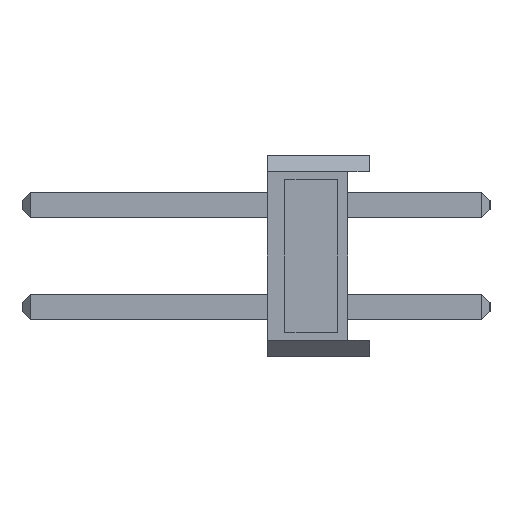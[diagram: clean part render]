
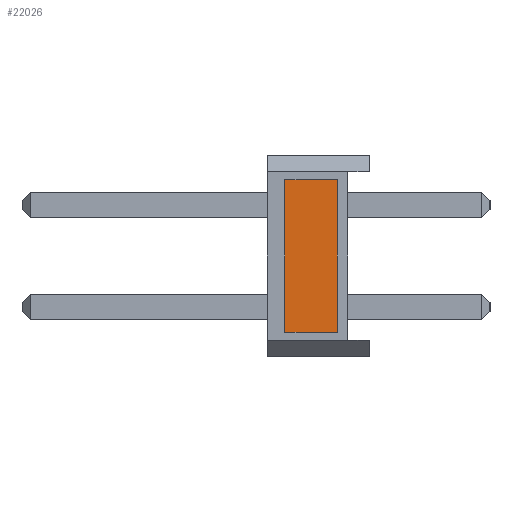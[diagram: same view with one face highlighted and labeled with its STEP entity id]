
A CAD part, left-side view. The second image highlights one B-rep face of the part: STEP entity #22026.
In plain terms, the highlighted planar face has unit normal (-1, 0, 0).
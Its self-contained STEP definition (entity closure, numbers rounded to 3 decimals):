
#201 = ORIENTED_EDGE ( 'NONE', *, *, #6036, .T. ) ;
#1531 = LINE ( 'NONE', #13839, #8236 ) ;
#1668 = CARTESIAN_POINT ( 'NONE',  ( -1.27, 0.8, 1.9 ) ) ;
#2571 = LINE ( 'NONE', #11539, #3253 ) ;
#2865 = EDGE_CURVE ( 'NONE', #17285, #25682, #1531, .T. ) ;
#3253 = VECTOR ( 'NONE', #3390, 1000. ) ;
#3390 = DIRECTION ( 'NONE',  ( 0., 0., 1. ) ) ;
#3915 = VERTEX_POINT ( 'NONE', #14408 ) ;
#5232 = CARTESIAN_POINT ( 'NONE',  ( -1.27, 0.8, 0. ) ) ;
#5959 = PLANE ( 'NONE',  #8110 ) ;
#6036 = EDGE_CURVE ( 'NONE', #25682, #21366, #14890, .T. ) ;
#6134 = DIRECTION ( 'NONE',  ( 1., 0., 0. ) ) ;
#8110 = AXIS2_PLACEMENT_3D ( 'NONE', #25288, #6134, #23318 ) ;
#8236 = VECTOR ( 'NONE', #9803, 1000. ) ;
#9166 = VECTOR ( 'NONE', #16227, 1000. ) ;
#9803 = DIRECTION ( 'NONE',  ( 0., -1., 0. ) ) ;
#10696 = VECTOR ( 'NONE', #23603, 1000. ) ;
#10757 = CARTESIAN_POINT ( 'NONE',  ( -1.27, 2.1, -1.9 ) ) ;
#10820 = ORIENTED_EDGE ( 'NONE', *, *, #17804, .F. ) ;
#11539 = CARTESIAN_POINT ( 'NONE',  ( -1.27, 2.1, 0. ) ) ;
#13839 = CARTESIAN_POINT ( 'NONE',  ( -1.27, 2.1, -1.9 ) ) ;
#14408 = CARTESIAN_POINT ( 'NONE',  ( -1.27, 2.1, 1.9 ) ) ;
#14431 = CARTESIAN_POINT ( 'NONE',  ( -1.27, 0.8, -1.9 ) ) ;
#14890 = LINE ( 'NONE', #5232, #9166 ) ;
#15276 = EDGE_CURVE ( 'NONE', #17285, #3915, #2571, .T. ) ;
#16227 = DIRECTION ( 'NONE',  ( 0., 0., 1. ) ) ;
#17068 = EDGE_LOOP ( 'NONE', ( #201, #10820, #27480, #22075 ) ) ;
#17285 = VERTEX_POINT ( 'NONE', #10757 ) ;
#17804 = EDGE_CURVE ( 'NONE', #3915, #21366, #18088, .T. ) ;
#18088 = LINE ( 'NONE', #25841, #10696 ) ;
#21366 = VERTEX_POINT ( 'NONE', #1668 ) ;
#22026 = ADVANCED_FACE ( 'NONE', ( #24459 ), #5959, .F. ) ;
#22075 = ORIENTED_EDGE ( 'NONE', *, *, #2865, .T. ) ;
#23318 = DIRECTION ( 'NONE',  ( 0., 0., -1. ) ) ;
#23603 = DIRECTION ( 'NONE',  ( 0., -1., 0. ) ) ;
#24459 = FACE_OUTER_BOUND ( 'NONE', #17068, .T. ) ;
#25288 = CARTESIAN_POINT ( 'NONE',  ( -1.27, 2.1, 0. ) ) ;
#25682 = VERTEX_POINT ( 'NONE', #14431 ) ;
#25841 = CARTESIAN_POINT ( 'NONE',  ( -1.27, 2.1, 1.9 ) ) ;
#27480 = ORIENTED_EDGE ( 'NONE', *, *, #15276, .F. ) ;
